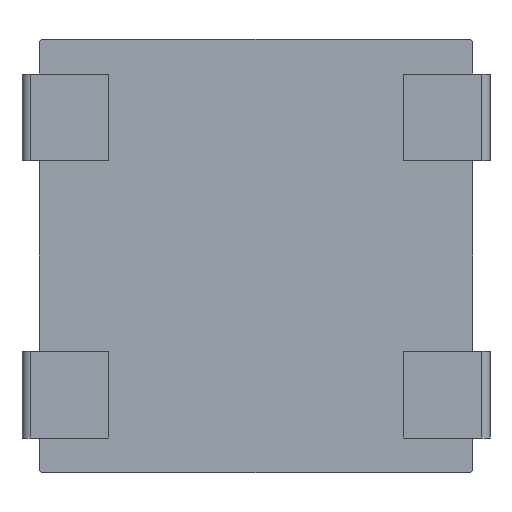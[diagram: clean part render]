
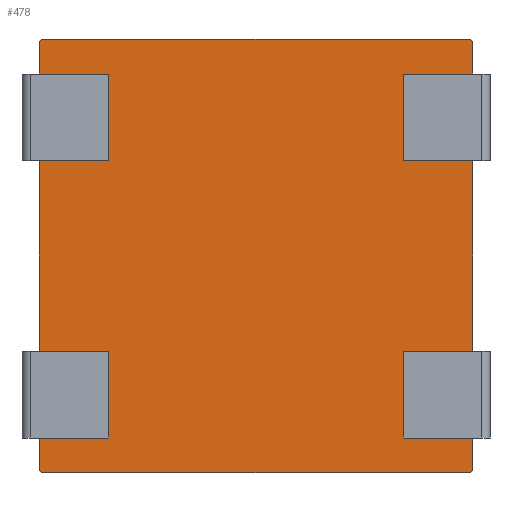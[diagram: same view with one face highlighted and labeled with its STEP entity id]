
A CAD part, front view. The second image highlights one B-rep face of the part: STEP entity #478.
In plain terms, the highlighted planar face has unit normal (0, -1, 0).
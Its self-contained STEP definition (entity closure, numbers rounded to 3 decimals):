
#413 = VERTEX_POINT('',#414);
#414 = CARTESIAN_POINT('',(-2.5,0.,-1.1));
#420 = EDGE_CURVE('',#413,#421,#423,.T.);
#421 = VERTEX_POINT('',#422);
#422 = CARTESIAN_POINT('',(-2.5,0.,1.1));
#423 = LINE('',#424,#425);
#424 = CARTESIAN_POINT('',(-2.5,0.,2.5));
#425 = VECTOR('',#426,1.);
#426 = DIRECTION('',(-0.,-0.,1.));
#453 = VERTEX_POINT('',#454);
#454 = CARTESIAN_POINT('',(-2.5,0.,2.1));
#460 = EDGE_CURVE('',#453,#461,#463,.T.);
#461 = VERTEX_POINT('',#462);
#462 = CARTESIAN_POINT('',(-2.5,0.,2.45));
#463 = LINE('',#464,#465);
#464 = CARTESIAN_POINT('',(-2.5,0.,2.5));
#465 = VECTOR('',#466,1.);
#466 = DIRECTION('',(-0.,-0.,1.));
#478 = ADVANCED_FACE('',(#479),#659,.T.);
#479 = FACE_BOUND('',#480,.T.);
#480 = EDGE_LOOP('',(#481,#489,#490,#498,#506,#514,#522,#531,#539,#548,
    #556,#564,#572,#580,#588,#596,#604,#612,#620,#629,#637,#644,#645,
    #653));
#481 = ORIENTED_EDGE('',*,*,#482,.T.);
#482 = EDGE_CURVE('',#483,#421,#485,.T.);
#483 = VERTEX_POINT('',#484);
#484 = CARTESIAN_POINT('',(-1.7,0.,1.1));
#485 = LINE('',#486,#487);
#486 = CARTESIAN_POINT('',(-1.7,0.,1.1));
#487 = VECTOR('',#488,1.);
#488 = DIRECTION('',(-1.,-0.,-0.));
#489 = ORIENTED_EDGE('',*,*,#420,.F.);
#490 = ORIENTED_EDGE('',*,*,#491,.F.);
#491 = EDGE_CURVE('',#492,#413,#494,.T.);
#492 = VERTEX_POINT('',#493);
#493 = CARTESIAN_POINT('',(-1.7,-0.,-1.1));
#494 = LINE('',#495,#496);
#495 = CARTESIAN_POINT('',(-1.7,0.,-1.1));
#496 = VECTOR('',#497,1.);
#497 = DIRECTION('',(-1.,-0.,-0.));
#498 = ORIENTED_EDGE('',*,*,#499,.T.);
#499 = EDGE_CURVE('',#492,#500,#502,.T.);
#500 = VERTEX_POINT('',#501);
#501 = CARTESIAN_POINT('',(-1.7,-0.,-2.1));
#502 = LINE('',#503,#504);
#503 = CARTESIAN_POINT('',(-1.7,0.,-1.1));
#504 = VECTOR('',#505,1.);
#505 = DIRECTION('',(0.,0.,-1.));
#506 = ORIENTED_EDGE('',*,*,#507,.T.);
#507 = EDGE_CURVE('',#500,#508,#510,.T.);
#508 = VERTEX_POINT('',#509);
#509 = CARTESIAN_POINT('',(-2.5,0.,-2.1));
#510 = LINE('',#511,#512);
#511 = CARTESIAN_POINT('',(-1.7,0.,-2.1));
#512 = VECTOR('',#513,1.);
#513 = DIRECTION('',(-1.,-0.,-0.));
#514 = ORIENTED_EDGE('',*,*,#515,.F.);
#515 = EDGE_CURVE('',#516,#508,#518,.T.);
#516 = VERTEX_POINT('',#517);
#517 = CARTESIAN_POINT('',(-2.5,0.,-2.45));
#518 = LINE('',#519,#520);
#519 = CARTESIAN_POINT('',(-2.5,0.,2.5));
#520 = VECTOR('',#521,1.);
#521 = DIRECTION('',(-0.,-0.,1.));
#522 = ORIENTED_EDGE('',*,*,#523,.T.);
#523 = EDGE_CURVE('',#516,#524,#526,.T.);
#524 = VERTEX_POINT('',#525);
#525 = CARTESIAN_POINT('',(-2.45,0.,-2.5));
#526 = CIRCLE('',#527,0.05);
#527 = AXIS2_PLACEMENT_3D('',#528,#529,#530);
#528 = CARTESIAN_POINT('',(-2.45,0.,-2.45));
#529 = DIRECTION('',(0.,-1.,0.));
#530 = DIRECTION('',(0.,0.,-1.));
#531 = ORIENTED_EDGE('',*,*,#532,.F.);
#532 = EDGE_CURVE('',#533,#524,#535,.T.);
#533 = VERTEX_POINT('',#534);
#534 = CARTESIAN_POINT('',(2.45,0.,-2.5));
#535 = LINE('',#536,#537);
#536 = CARTESIAN_POINT('',(-2.5,0.,-2.5));
#537 = VECTOR('',#538,1.);
#538 = DIRECTION('',(-1.,-0.,-0.));
#539 = ORIENTED_EDGE('',*,*,#540,.T.);
#540 = EDGE_CURVE('',#533,#541,#543,.T.);
#541 = VERTEX_POINT('',#542);
#542 = CARTESIAN_POINT('',(2.5,0.,-2.45));
#543 = CIRCLE('',#544,0.05);
#544 = AXIS2_PLACEMENT_3D('',#545,#546,#547);
#545 = CARTESIAN_POINT('',(2.45,0.,-2.45));
#546 = DIRECTION('',(0.,-1.,0.));
#547 = DIRECTION('',(0.,0.,-1.));
#548 = ORIENTED_EDGE('',*,*,#549,.F.);
#549 = EDGE_CURVE('',#550,#541,#552,.T.);
#550 = VERTEX_POINT('',#551);
#551 = CARTESIAN_POINT('',(2.5,0.,-2.1));
#552 = LINE('',#553,#554);
#553 = CARTESIAN_POINT('',(2.5,0.,2.5));
#554 = VECTOR('',#555,1.);
#555 = DIRECTION('',(0.,0.,-1.));
#556 = ORIENTED_EDGE('',*,*,#557,.F.);
#557 = EDGE_CURVE('',#558,#550,#560,.T.);
#558 = VERTEX_POINT('',#559);
#559 = CARTESIAN_POINT('',(1.7,0.,-2.1));
#560 = LINE('',#561,#562);
#561 = CARTESIAN_POINT('',(1.7,0.,-2.1));
#562 = VECTOR('',#563,1.);
#563 = DIRECTION('',(1.,-0.,-0.));
#564 = ORIENTED_EDGE('',*,*,#565,.F.);
#565 = EDGE_CURVE('',#566,#558,#568,.T.);
#566 = VERTEX_POINT('',#567);
#567 = CARTESIAN_POINT('',(1.7,0.,-1.1));
#568 = LINE('',#569,#570);
#569 = CARTESIAN_POINT('',(1.7,0.,-1.1));
#570 = VECTOR('',#571,1.);
#571 = DIRECTION('',(0.,0.,-1.));
#572 = ORIENTED_EDGE('',*,*,#573,.T.);
#573 = EDGE_CURVE('',#566,#574,#576,.T.);
#574 = VERTEX_POINT('',#575);
#575 = CARTESIAN_POINT('',(2.5,0.,-1.1));
#576 = LINE('',#577,#578);
#577 = CARTESIAN_POINT('',(1.7,0.,-1.1));
#578 = VECTOR('',#579,1.);
#579 = DIRECTION('',(1.,-0.,-0.));
#580 = ORIENTED_EDGE('',*,*,#581,.F.);
#581 = EDGE_CURVE('',#582,#574,#584,.T.);
#582 = VERTEX_POINT('',#583);
#583 = CARTESIAN_POINT('',(2.5,0.,1.1));
#584 = LINE('',#585,#586);
#585 = CARTESIAN_POINT('',(2.5,0.,2.5));
#586 = VECTOR('',#587,1.);
#587 = DIRECTION('',(0.,0.,-1.));
#588 = ORIENTED_EDGE('',*,*,#589,.F.);
#589 = EDGE_CURVE('',#590,#582,#592,.T.);
#590 = VERTEX_POINT('',#591);
#591 = CARTESIAN_POINT('',(1.7,0.,1.1));
#592 = LINE('',#593,#594);
#593 = CARTESIAN_POINT('',(1.7,0.,1.1));
#594 = VECTOR('',#595,1.);
#595 = DIRECTION('',(1.,-0.,-0.));
#596 = ORIENTED_EDGE('',*,*,#597,.F.);
#597 = EDGE_CURVE('',#598,#590,#600,.T.);
#598 = VERTEX_POINT('',#599);
#599 = CARTESIAN_POINT('',(1.7,0.,2.1));
#600 = LINE('',#601,#602);
#601 = CARTESIAN_POINT('',(1.7,0.,2.1));
#602 = VECTOR('',#603,1.);
#603 = DIRECTION('',(0.,0.,-1.));
#604 = ORIENTED_EDGE('',*,*,#605,.T.);
#605 = EDGE_CURVE('',#598,#606,#608,.T.);
#606 = VERTEX_POINT('',#607);
#607 = CARTESIAN_POINT('',(2.5,0.,2.1));
#608 = LINE('',#609,#610);
#609 = CARTESIAN_POINT('',(1.7,0.,2.1));
#610 = VECTOR('',#611,1.);
#611 = DIRECTION('',(1.,-0.,-0.));
#612 = ORIENTED_EDGE('',*,*,#613,.F.);
#613 = EDGE_CURVE('',#614,#606,#616,.T.);
#614 = VERTEX_POINT('',#615);
#615 = CARTESIAN_POINT('',(2.5,0.,2.45));
#616 = LINE('',#617,#618);
#617 = CARTESIAN_POINT('',(2.5,0.,2.5));
#618 = VECTOR('',#619,1.);
#619 = DIRECTION('',(0.,0.,-1.));
#620 = ORIENTED_EDGE('',*,*,#621,.T.);
#621 = EDGE_CURVE('',#614,#622,#624,.T.);
#622 = VERTEX_POINT('',#623);
#623 = CARTESIAN_POINT('',(2.45,0.,2.5));
#624 = CIRCLE('',#625,0.05);
#625 = AXIS2_PLACEMENT_3D('',#626,#627,#628);
#626 = CARTESIAN_POINT('',(2.45,0.,2.45));
#627 = DIRECTION('',(0.,-1.,0.));
#628 = DIRECTION('',(0.,0.,-1.));
#629 = ORIENTED_EDGE('',*,*,#630,.F.);
#630 = EDGE_CURVE('',#631,#622,#633,.T.);
#631 = VERTEX_POINT('',#632);
#632 = CARTESIAN_POINT('',(-2.45,0.,2.5));
#633 = LINE('',#634,#635);
#634 = CARTESIAN_POINT('',(-2.5,0.,2.5));
#635 = VECTOR('',#636,1.);
#636 = DIRECTION('',(1.,0.,0.));
#637 = ORIENTED_EDGE('',*,*,#638,.T.);
#638 = EDGE_CURVE('',#631,#461,#639,.T.);
#639 = CIRCLE('',#640,0.05);
#640 = AXIS2_PLACEMENT_3D('',#641,#642,#643);
#641 = CARTESIAN_POINT('',(-2.45,0.,2.45));
#642 = DIRECTION('',(0.,-1.,0.));
#643 = DIRECTION('',(0.,0.,-1.));
#644 = ORIENTED_EDGE('',*,*,#460,.F.);
#645 = ORIENTED_EDGE('',*,*,#646,.F.);
#646 = EDGE_CURVE('',#647,#453,#649,.T.);
#647 = VERTEX_POINT('',#648);
#648 = CARTESIAN_POINT('',(-1.7,0.,2.1));
#649 = LINE('',#650,#651);
#650 = CARTESIAN_POINT('',(-1.7,0.,2.1));
#651 = VECTOR('',#652,1.);
#652 = DIRECTION('',(-1.,-0.,-0.));
#653 = ORIENTED_EDGE('',*,*,#654,.T.);
#654 = EDGE_CURVE('',#647,#483,#655,.T.);
#655 = LINE('',#656,#657);
#656 = CARTESIAN_POINT('',(-1.7,0.,2.1));
#657 = VECTOR('',#658,1.);
#658 = DIRECTION('',(0.,0.,-1.));
#659 = PLANE('',#660);
#660 = AXIS2_PLACEMENT_3D('',#661,#662,#663);
#661 = CARTESIAN_POINT('',(0.,0.,0.));
#662 = DIRECTION('',(0.,-1.,0.));
#663 = DIRECTION('',(0.,-0.,-1.));
